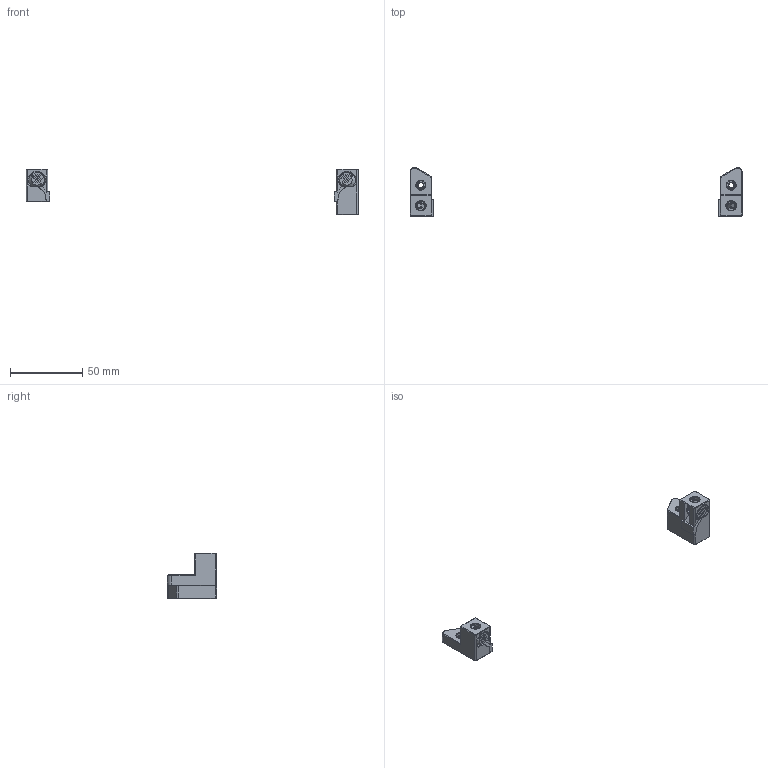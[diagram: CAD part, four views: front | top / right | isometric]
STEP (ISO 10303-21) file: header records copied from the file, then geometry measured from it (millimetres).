
FILE_DESCRIPTION(/* description */ (''),/* implementation_level */ '2;1');
FILE_NAME(/* name */ 'LazyCams Model A.step',/* time_stamp */ '2023-07-22T23:44:47-08:00',/* author */ (''),/* organization */ (''),/* preprocessor_version */ 'ST-DEVELOPER v19.2',/* originating_system */ 'Autodesk Translation Framework v12.6.0.85',/* authorisation */ '');
FILE_SCHEMA (('AUTOMOTIVE_DESIGN { 1 0 10303 214 3 1 1 }'));
Length unit declared in the file: millimetre
Products named in the file (9): LazyCams; A Idler Cam; B Idler Cam; A Idler; Printed Parts (9); A Idler Upper; B Idler; Printed Parts (10); B Idler Upper
Assembly tree (8 placements, depth 4):
  LazyCams
    A Idler Cam
    B Idler Cam
    A Idler
      Printed Parts (9)
        A Idler Upper
    B Idler
      Printed Parts (10)
        B Idler Upper
Bounding box: 230 x 34.01 x 31.5 mm (x, y, z)
Volume: 15853.5 mm3; surface area: 9287.5 mm2
Topology: 5 solids, 5 shells, 307 faces, 779 edges, 490 vertices
Faces by surface type: plane 159, cylinder 55, cone 52, bspline 39, torus 2
Full cylindrical faces by diameter (mm): 3.4 x6, 6 x2, 6.2 x2, 6.5 x4, 11.5 x2
Entity records: 20115 total; most frequent: CARTESIAN_POINT 12700, ORIENTED_EDGE 1558, DIRECTION 1410, EDGE_CURVE 779, VERTEX_POINT 490, LINE 474, VECTOR 474, AXIS2_PLACEMENT_3D 468
